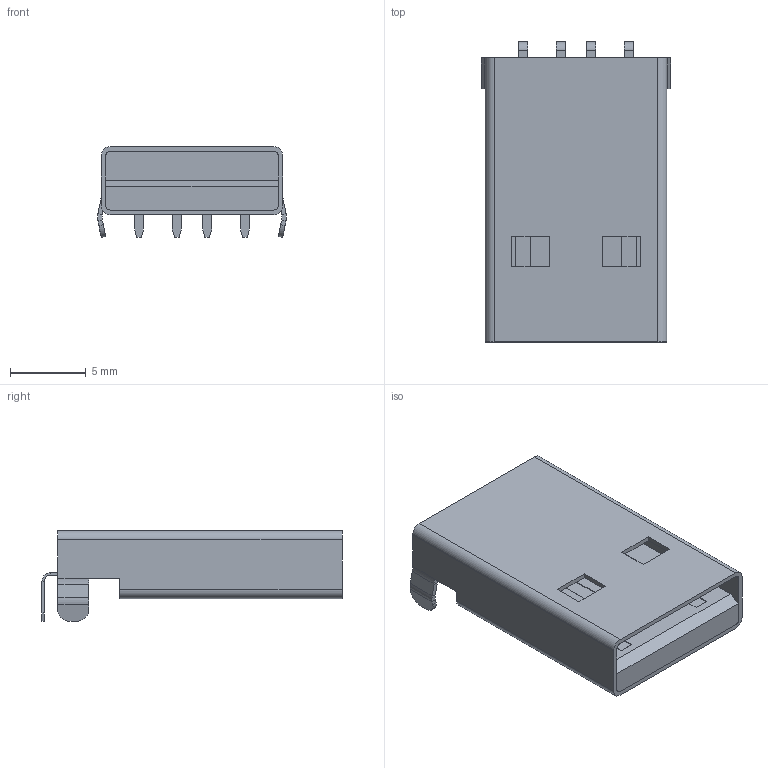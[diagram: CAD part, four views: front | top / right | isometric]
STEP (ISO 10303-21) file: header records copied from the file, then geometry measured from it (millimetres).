
FILE_DESCRIPTION (( 'STEP AP214' ), '1' );
FILE_NAME ('USB-AM-TH_AM90.STEP', '2023-10-27T02:22:29', ( '' ), ( '' ), 'SwSTEP 2.0', 'SolidWorks 2020', '' );
FILE_SCHEMA (( 'AUTOMOTIVE_DESIGN' ));
Length unit declared in the file: millimetre
Products named in the file (1): USB-AM-TH_AM90
Bounding box: 12.5 x 19.85 x 6.01 mm (x, y, z)
Volume: 689.6 mm3; surface area: 1703.5 mm2
Topology: 2 solids, 2 shells, 398 faces, 1046 edges, 676 vertices
Faces by surface type: plane 260, bspline 98, cylinder 36, torus 4
Entity records: 17051 total; most frequent: CARTESIAN_POINT 3427, ORIENTED_EDGE 2092, DIRECTION 1528, EDGE_CURVE 1046, LINE 766, VECTOR 766, VERTEX_POINT 676, EDGE_LOOP 432
